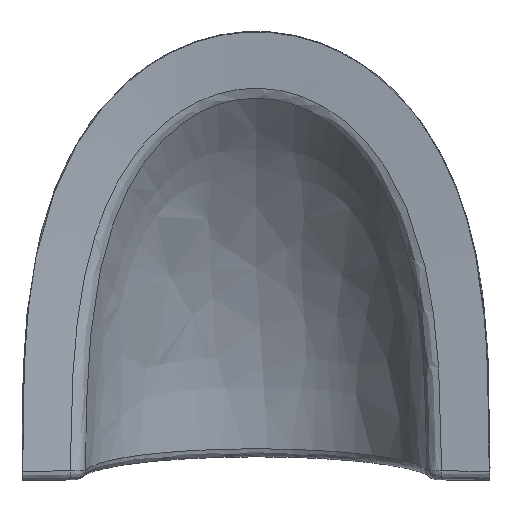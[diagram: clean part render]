
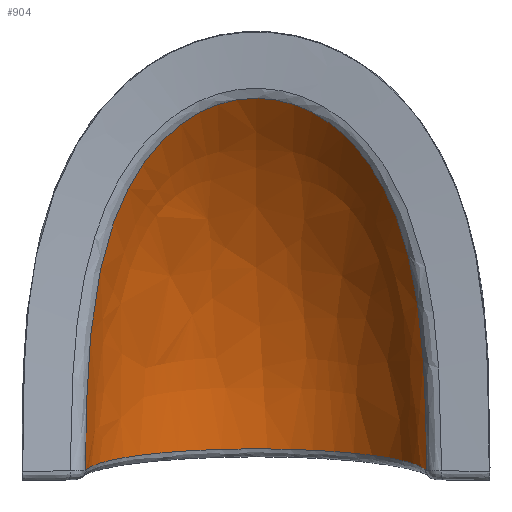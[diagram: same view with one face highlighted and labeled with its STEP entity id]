
A CAD part, front view. The second image highlights one B-rep face of the part: STEP entity #904.
In plain terms, the highlighted free-form (B-spline) face has degree [2, 2] with [7, 3] control points.
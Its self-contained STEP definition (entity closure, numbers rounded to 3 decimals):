
#15=(
BOUNDED_SURFACE()
B_SPLINE_SURFACE(2,2,((#2454,#2455,#2456),(#2457,#2458,#2459),(#2460,#2461,
#2462),(#2463,#2464,#2465),(#2466,#2467,#2468),(#2469,#2470,#2471),(#2472,
#2473,#2474)),.UNSPECIFIED.,.F.,.F.,.F.)
B_SPLINE_SURFACE_WITH_KNOTS((3,2,2,3),(3,3),(-3.155,-2.103,
-1.052,0.),(0.,0.741),
 .UNSPECIFIED.)
GEOMETRIC_REPRESENTATION_ITEM()
RATIONAL_B_SPLINE_SURFACE(((1.,0.932,1.),(0.865,
0.806,0.865),(1.,0.932,1.),(0.865,
0.806,0.865),(1.,0.932,1.),(0.865,
0.806,0.865),(1.,0.932,1.)))
REPRESENTATION_ITEM('')
SURFACE()
);
#138=FACE_OUTER_BOUND('',#200,.T.);
#200=EDGE_LOOP('',(#670,#671,#672,#673));
#235=B_SPLINE_CURVE_WITH_KNOTS('',3,(#1516,#1517,#1518,#1519,#1520,#1521,
#1522,#1523,#1524,#1525,#1526,#1527,#1528),.UNSPECIFIED.,.F.,.F.,(4,1,1,
1,1,1,1,1,1,1,4),(-46.067,-42.828,-39.588,
-33.109,-26.629,-20.15,-16.91,
-13.671,-7.191,-3.952,-0.712),
 .UNSPECIFIED.);
#247=B_SPLINE_CURVE_WITH_KNOTS('',3,(#1731,#1732,#1733,#1734),
 .UNSPECIFIED.,.F.,.F.,(4,4),(-0.858,0.),
 .UNSPECIFIED.);
#258=B_SPLINE_CURVE_WITH_KNOTS('',3,(#1912,#1913,#1914,#1915),
 .UNSPECIFIED.,.F.,.F.,(4,4),(-47.062,-46.204),
 .UNSPECIFIED.);
#278=B_SPLINE_CURVE_WITH_KNOTS('',3,(#2418,#2419,#2420,#2421,#2422,#2423,
#2424,#2425,#2426,#2427,#2428,#2429,#2430,#2431,#2432,#2433,#2434,#2435,
#2436,#2437,#2438,#2439,#2440,#2441,#2442,#2443,#2444,#2445,#2446,#2447,
#2448,#2449,#2450,#2451,#2452,#2453),.UNSPECIFIED.,.F.,.F.,(4,1,2,1,1,2,
1,1,1,1,1,1,2,1,2,1,1,1,1,1,2,1,1,1,2,1,1,4),(-83.656,-76.028,
-70.271,-63.234,-59.715,-57.956,
-56.267,-54.578,-52.889,-51.2,
-49.589,-48.623,-46.045,-43.463,
-41.526,-40.439,-39.353,-37.179,
-34.838,-33.668,-32.497,-29.638,
-26.778,-22.82,-18.861,-11.135,
-5.984,-0.881),.UNSPECIFIED.);
#342=VERTEX_POINT('',#1406);
#343=VERTEX_POINT('',#1500);
#355=VERTEX_POINT('',#1730);
#363=VERTEX_POINT('',#1862);
#436=EDGE_CURVE('',#342,#343,#235,.T.);
#452=EDGE_CURVE('',#343,#355,#247,.T.);
#467=EDGE_CURVE('',#363,#342,#258,.T.);
#490=EDGE_CURVE('',#355,#363,#278,.T.);
#670=ORIENTED_EDGE('',*,*,#436,.F.);
#671=ORIENTED_EDGE('',*,*,#467,.F.);
#672=ORIENTED_EDGE('',*,*,#490,.F.);
#673=ORIENTED_EDGE('',*,*,#452,.F.);
#904=ADVANCED_FACE('',(#138),#15,.T.);
#1406=CARTESIAN_POINT('',(148.643,40.318,10.061));
#1500=CARTESIAN_POINT('',(-148.643,40.318,10.061));
#1516=CARTESIAN_POINT('Ctrl Pts',(148.643,40.318,10.061));
#1517=CARTESIAN_POINT('Ctrl Pts',(147.264,50.372,11.513));
#1518=CARTESIAN_POINT('Ctrl Pts',(142.402,70.194,14.367));
#1519=CARTESIAN_POINT('Ctrl Pts',(124.754,107.079,19.659));
#1520=CARTESIAN_POINT('Ctrl Pts',(89.039,144.965,25.072));
#1521=CARTESIAN_POINT('Ctrl Pts',(31.41,169.752,28.604));
#1522=CARTESIAN_POINT('Ctrl Pts',(-20.941,169.744,28.603));
#1523=CARTESIAN_POINT('Ctrl Pts',(-60.228,157.362,26.839));
#1524=CARTESIAN_POINT('Ctrl Pts',(-96.183,137.385,23.989));
#1525=CARTESIAN_POINT('Ctrl Pts',(-124.755,107.08,19.659));
#1526=CARTESIAN_POINT('Ctrl Pts',(-142.403,70.191,14.367));
#1527=CARTESIAN_POINT('Ctrl Pts',(-147.264,50.371,11.513));
#1528=CARTESIAN_POINT('Ctrl Pts',(-148.643,40.318,10.061));
#1730=CARTESIAN_POINT('',(-149.519,32.242,9.545));
#1731=CARTESIAN_POINT('Ctrl Pts',(-148.643,40.318,10.061));
#1732=CARTESIAN_POINT('Ctrl Pts',(-149.008,37.634,9.89));
#1733=CARTESIAN_POINT('Ctrl Pts',(-149.3,34.941,9.717));
#1734=CARTESIAN_POINT('Ctrl Pts',(-149.519,32.242,9.545));
#1862=CARTESIAN_POINT('',(149.519,32.242,9.545));
#1912=CARTESIAN_POINT('Ctrl Pts',(149.519,32.242,9.545));
#1913=CARTESIAN_POINT('Ctrl Pts',(149.3,34.941,9.718));
#1914=CARTESIAN_POINT('Ctrl Pts',(149.008,37.635,9.89));
#1915=CARTESIAN_POINT('Ctrl Pts',(148.643,40.318,10.061));
#2418=CARTESIAN_POINT('Ctrl Pts',(-149.519,32.242,9.545));
#2419=CARTESIAN_POINT('Ctrl Pts',(-149.338,32.048,34.881));
#2420=CARTESIAN_POINT('Ctrl Pts',(-148.678,31.356,79.299));
#2421=CARTESIAN_POINT('Ctrl Pts',(-145.623,30.234,122.982));
#2422=CARTESIAN_POINT('Ctrl Pts',(-140.773,29.071,164.273));
#2423=CARTESIAN_POINT('Ctrl Pts',(-134.783,28.01,198.17));
#2424=CARTESIAN_POINT('Ctrl Pts',(-122.023,26.806,235.212));
#2425=CARTESIAN_POINT('Ctrl Pts',(-114.988,26.311,250.408));
#2426=CARTESIAN_POINT('Ctrl Pts',(-110.022,25.995,260.126));
#2427=CARTESIAN_POINT('Ctrl Pts',(-104.811,25.692,269.448));
#2428=CARTESIAN_POINT('Ctrl Pts',(-95.952,25.268,282.602));
#2429=CARTESIAN_POINT('Ctrl Pts',(-85.973,24.877,294.822));
#2430=CARTESIAN_POINT('Ctrl Pts',(-74.938,24.529,305.815));
#2431=CARTESIAN_POINT('Ctrl Pts',(-64.605,24.273,314.026));
#2432=CARTESIAN_POINT('Ctrl Pts',(-51.379,24.005,322.668));
#2433=CARTESIAN_POINT('Ctrl Pts',(-41.453,23.86,327.371));
#2434=CARTESIAN_POINT('Ctrl Pts',(-26.517,23.702,332.536));
#2435=CARTESIAN_POINT('Ctrl Pts',(-13.082,23.61,335.591));
#2436=CARTESIAN_POINT('Ctrl Pts',(0.837,23.6,335.893));
#2437=CARTESIAN_POINT('Ctrl Pts',(10.066,23.619,335.281));
#2438=CARTESIAN_POINT('Ctrl Pts',(16.675,23.642,334.511));
#2439=CARTESIAN_POINT('Ctrl Pts',(29.57,23.726,331.758));
#2440=CARTESIAN_POINT('Ctrl Pts',(45.828,23.908,325.785));
#2441=CARTESIAN_POINT('Ctrl Pts',(60.944,24.186,316.798));
#2442=CARTESIAN_POINT('Ctrl Pts',(72.282,24.463,307.932));
#2443=CARTESIAN_POINT('Ctrl Pts',(77.649,24.619,303.001));
#2444=CARTESIAN_POINT('Ctrl Pts',(86.565,24.898,294.162));
#2445=CARTESIAN_POINT('Ctrl Pts',(98.146,25.339,280.343));
#2446=CARTESIAN_POINT('Ctrl Pts',(113.861,26.179,254.402));
#2447=CARTESIAN_POINT('Ctrl Pts',(127.09,27.219,222.573));
#2448=CARTESIAN_POINT('Ctrl Pts',(133.609,28.005,198.093));
#2449=CARTESIAN_POINT('Ctrl Pts',(141.496,29.152,161.371));
#2450=CARTESIAN_POINT('Ctrl Pts',(146.428,30.385,119.787));
#2451=CARTESIAN_POINT('Ctrl Pts',(148.964,31.674,60.45));
#2452=CARTESIAN_POINT('Ctrl Pts',(149.397,32.113,26.489));
#2453=CARTESIAN_POINT('Ctrl Pts',(149.519,32.242,9.545));
#2454=CARTESIAN_POINT('Ctrl Pts',(-150.,20.,0.));
#2455=CARTESIAN_POINT('Ctrl Pts',(-150.,9.464,142.415));
#2456=CARTESIAN_POINT('Ctrl Pts',(-150.,-94.402,240.42));
#2457=CARTESIAN_POINT('Ctrl Pts',(-150.578,107.046,0.));
#2458=CARTESIAN_POINT('Ctrl Pts',(-150.578,96.51,176.206));
#2459=CARTESIAN_POINT('Ctrl Pts',(-150.578,-30.155,299.151));
#2460=CARTESIAN_POINT('Ctrl Pts',(-75.289,150.737,0.));
#2461=CARTESIAN_POINT('Ctrl Pts',(-75.289,140.2,193.166));
#2462=CARTESIAN_POINT('Ctrl Pts',(-75.289,2.092,328.629));
#2463=CARTESIAN_POINT('Ctrl Pts',(0.,194.428,
0.));
#2464=CARTESIAN_POINT('Ctrl Pts',(0.,183.891,
210.127));
#2465=CARTESIAN_POINT('Ctrl Pts',(0.,34.339,
358.108));
#2466=CARTESIAN_POINT('Ctrl Pts',(75.289,150.737,0.));
#2467=CARTESIAN_POINT('Ctrl Pts',(75.289,140.2,193.166));
#2468=CARTESIAN_POINT('Ctrl Pts',(75.289,2.092,328.629));
#2469=CARTESIAN_POINT('Ctrl Pts',(150.578,107.046,0.));
#2470=CARTESIAN_POINT('Ctrl Pts',(150.578,96.51,176.206));
#2471=CARTESIAN_POINT('Ctrl Pts',(150.578,-30.155,299.151));
#2472=CARTESIAN_POINT('Ctrl Pts',(150.,20.,0.));
#2473=CARTESIAN_POINT('Ctrl Pts',(150.,9.464,142.415));
#2474=CARTESIAN_POINT('Ctrl Pts',(150.,-94.402,240.42));
